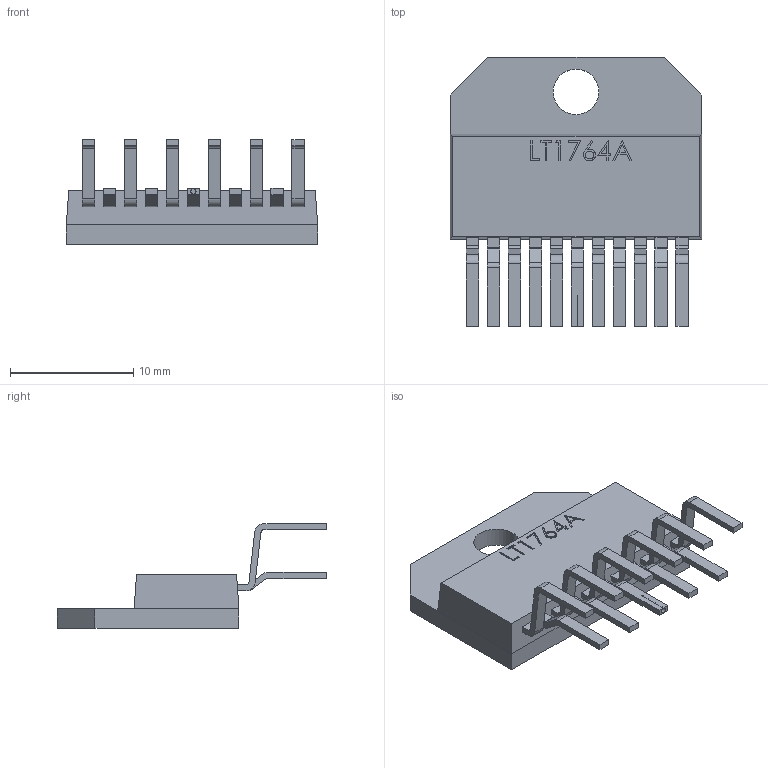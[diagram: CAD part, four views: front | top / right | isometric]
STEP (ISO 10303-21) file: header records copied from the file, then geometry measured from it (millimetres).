
FILE_DESCRIPTION (( 'STEP AP214' ), '1' );
FILE_NAME ('SW3dPS-LMD18200T H Bridge.STEP', '2009-10-09T01:30:51', ( 'sysAdmin' ), ( 'SolidWorks' ), 'SwSTEP 2.0', 'SolidWorks 2009', '' );
FILE_SCHEMA (( 'AUTOMOTIVE_DESIGN' ));
Length unit declared in the file: inch
Products named in the file (1): SW3dPS-LMD18200T H Bridge
Bounding box: 20.4 x 21.84 x 8.49 mm (x, y, z)
Volume: 966.6 mm3; surface area: 1157.9 mm2
Topology: 1 solids, 1 shells, 233 faces, 623 edges, 414 vertices
Faces by surface type: plane 176, cylinder 48, bspline 9
Entity records: 7839 total; most frequent: CARTESIAN_POINT 1824, ORIENTED_EDGE 1246, DIRECTION 1151, EDGE_CURVE 623, VECTOR 509, LINE 509, VERTEX_POINT 414, AXIS2_PLACEMENT_3D 321
